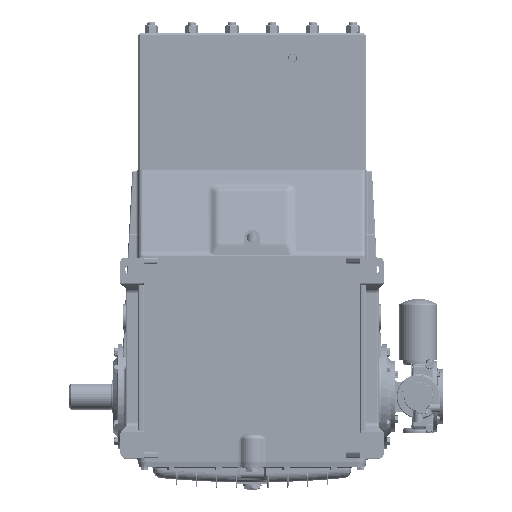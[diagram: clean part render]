
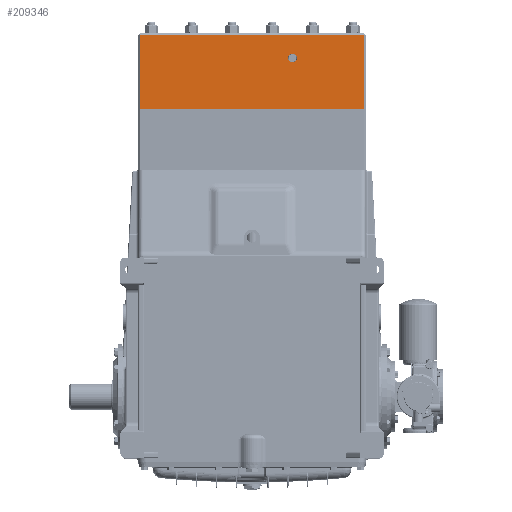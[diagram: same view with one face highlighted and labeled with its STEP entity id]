
A CAD part, front view. The second image highlights one B-rep face of the part: STEP entity #209346.
In plain terms, the highlighted planar face has unit normal (0, -1, 0).
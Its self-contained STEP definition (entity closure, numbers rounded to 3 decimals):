
#4078 = DIRECTION ( 'NONE',  ( 0., 0., -1. ) ) ;
#4429 = VECTOR ( 'NONE', #135598, 39.37 ) ;
#4926 = VECTOR ( 'NONE', #4078, 39.37 ) ;
#14514 = CARTESIAN_POINT ( 'NONE',  ( 8.589, 9.167, 22.198 ) ) ;
#15603 = DIRECTION ( 'NONE',  ( 0., -1., 0. ) ) ;
#21872 = CARTESIAN_POINT ( 'NONE',  ( -13.813, 9.167, 29.481 ) ) ;
#26518 = EDGE_CURVE ( 'NONE', #123007, #104227, #129086, .T. ) ;
#32191 = CARTESIAN_POINT ( 'NONE',  ( 1.486, 9.167, 27.237 ) ) ;
#33750 = VECTOR ( 'NONE', #134570, 39.37 ) ;
#35869 = ORIENTED_EDGE ( 'NONE', *, *, #106109, .F. ) ;
#36589 = FACE_OUTER_BOUND ( 'NONE', #88899, .T. ) ;
#43644 = CARTESIAN_POINT ( 'NONE',  ( 8.589, 9.167, 29.481 ) ) ;
#47528 = VERTEX_POINT ( 'NONE', #181695 ) ;
#48515 = DIRECTION ( 'NONE',  ( 0., 0., 1. ) ) ;
#53254 = LINE ( 'NONE', #198817, #4926 ) ;
#56019 = EDGE_LOOP ( 'NONE', ( #151808, #158902 ) ) ;
#59050 = VERTEX_POINT ( 'NONE', #14514 ) ;
#78181 = VERTEX_POINT ( 'NONE', #85798 ) ;
#80227 = ORIENTED_EDGE ( 'NONE', *, *, #193086, .T. ) ;
#81333 = EDGE_CURVE ( 'NONE', #124338, #47528, #207707, .T. ) ;
#85094 = AXIS2_PLACEMENT_3D ( 'NONE', #210215, #15603, #129332 ) ;
#85798 = CARTESIAN_POINT ( 'NONE',  ( -13.616, 9.167, 22.198 ) ) ;
#87635 = DIRECTION ( 'NONE',  ( 0., 1., 0. ) ) ;
#88899 = EDGE_LOOP ( 'NONE', ( #35869, #98281, #137514, #80227 ) ) ;
#98281 = ORIENTED_EDGE ( 'NONE', *, *, #189937, .T. ) ;
#104227 = VERTEX_POINT ( 'NONE', #208520 ) ;
#106109 = EDGE_CURVE ( 'NONE', #59050, #78181, #162558, .T. ) ;
#119333 = VECTOR ( 'NONE', #183591, 39.37 ) ;
#120159 = LINE ( 'NONE', #151603, #33750 ) ;
#123007 = VERTEX_POINT ( 'NONE', #43644 ) ;
#123305 = AXIS2_PLACEMENT_3D ( 'NONE', #184904, #87635, #201299 ) ;
#124338 = VERTEX_POINT ( 'NONE', #136193 ) ;
#128137 = FACE_BOUND ( 'NONE', #56019, .T. ) ;
#129086 = LINE ( 'NONE', #21872, #4429 ) ;
#129332 = DIRECTION ( 'NONE',  ( 0., 0., -1. ) ) ;
#134570 = DIRECTION ( 'NONE',  ( 0., 0., 1. ) ) ;
#134680 = CARTESIAN_POINT ( 'NONE',  ( -13.813, 9.167, 22.198 ) ) ;
#135598 = DIRECTION ( 'NONE',  ( -1., 0., 0. ) ) ;
#136193 = CARTESIAN_POINT ( 'NONE',  ( 1.486, 9.167, 26.796 ) ) ;
#137514 = ORIENTED_EDGE ( 'NONE', *, *, #26518, .T. ) ;
#144752 = EDGE_CURVE ( 'NONE', #47528, #124338, #147787, .T. ) ;
#145941 = DIRECTION ( 'NONE',  ( 0., 1., 0. ) ) ;
#147787 = CIRCLE ( 'NONE', #150755, 0.441 ) ;
#150755 = AXIS2_PLACEMENT_3D ( 'NONE', #32191, #145941, #48515 ) ;
#151603 = CARTESIAN_POINT ( 'NONE',  ( 8.589, 9.167, 29.678 ) ) ;
#151808 = ORIENTED_EDGE ( 'NONE', *, *, #81333, .T. ) ;
#158902 = ORIENTED_EDGE ( 'NONE', *, *, #144752, .T. ) ;
#162558 = LINE ( 'NONE', #134680, #119333 ) ;
#181695 = CARTESIAN_POINT ( 'NONE',  ( 1.486, 9.167, 27.678 ) ) ;
#183591 = DIRECTION ( 'NONE',  ( -1., 0., 0. ) ) ;
#184904 = CARTESIAN_POINT ( 'NONE',  ( 1.486, 9.167, 27.237 ) ) ;
#189937 = EDGE_CURVE ( 'NONE', #59050, #123007, #120159, .T. ) ;
#193086 = EDGE_CURVE ( 'NONE', #104227, #78181, #53254, .T. ) ;
#193851 = PLANE ( 'NONE',  #85094 ) ;
#198817 = CARTESIAN_POINT ( 'NONE',  ( -13.616, 9.167, 29.678 ) ) ;
#201299 = DIRECTION ( 'NONE',  ( 0., 0., 1. ) ) ;
#207707 = CIRCLE ( 'NONE', #123305, 0.441 ) ;
#208520 = CARTESIAN_POINT ( 'NONE',  ( -13.616, 9.167, 29.481 ) ) ;
#209346 = ADVANCED_FACE ( 'NONE', ( #36589, #128137 ), #193851, .T. ) ;
#210215 = CARTESIAN_POINT ( 'NONE',  ( -13.813, 9.167, 29.678 ) ) ;
